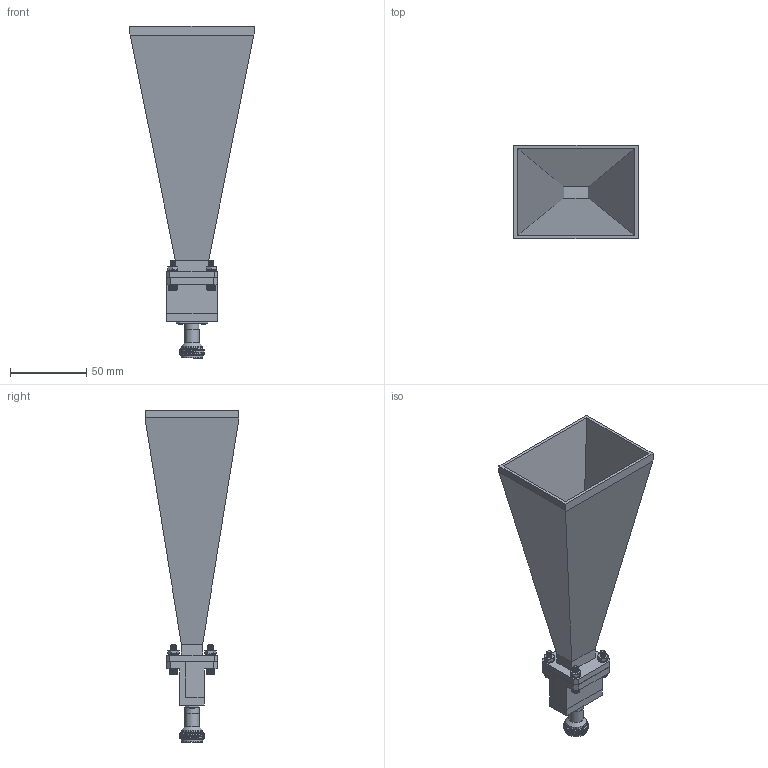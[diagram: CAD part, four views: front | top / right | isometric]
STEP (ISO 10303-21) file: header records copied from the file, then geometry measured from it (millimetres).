
FILE_DESCRIPTION (( 'STEP AP214' ), '1' );
FILE_NAME ('PEWAN062-20ELNF_3D.STEP', '2021-10-19T16:51:30', ( '' ), ( '' ), 'SwSTEP 2.0', 'SolidWorks 2021', '' );
FILE_SCHEMA (( 'AUTOMOTIVE_DESIGN' ));
Length unit declared in the file: inch
Products named in the file (6): 6-LW; 6-32HN-NARROW_90730A007; PEWAN062-20; PEWAN062-20ELNF_3D; 6-32SH-HXx.625_92196A150; PE9866
Assembly tree (14 placements, depth 2):
  PEWAN062-20ELNF_3D
    6-32HN-NARROW_90730A007  x4
    6-32SH-HXx.625_92196A150  x4
    6-LW  x4
    PE9866
    PEWAN062-20
Bounding box: 81.38 x 61.4 x 217.6 mm (x, y, z)
Volume: 93007.8 mm3; surface area: 67958.2 mm2
Topology: 13 solids, 16 shells, 1222 faces, 2899 edges, 1733 vertices
Faces by surface type: plane 734, cone 359, cylinder 87, bspline 42
Full cylindrical faces by diameter (mm): 1.524 x1, 2.54 x2, 3.055 x1, 3.056 x1, 3.683 x4, 3.7 x4, 4.064 x2, 7.112 x1, 8.382 x1, 9.399 x2, 12.626 x1, 13.971 x2, 16.159 x1
Entity records: 27846 total; most frequent: CARTESIAN_POINT 16401, ORIENTED_EDGE 2485, DIRECTION 1957, EDGE_CURVE 1249, VERTEX_POINT 801, AXIS2_PLACEMENT_3D 730, EDGE_LOOP 606, FACE_OUTER_BOUND 546
